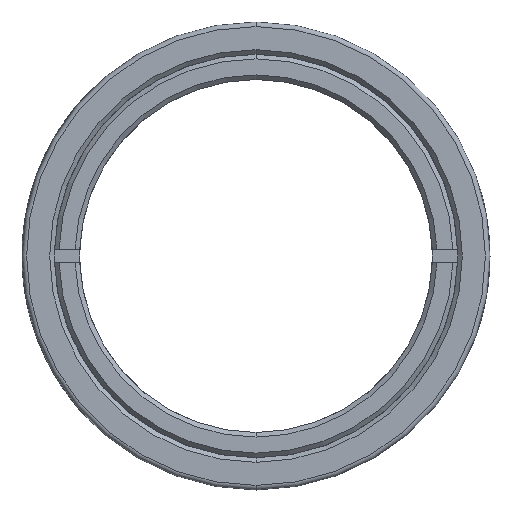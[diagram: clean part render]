
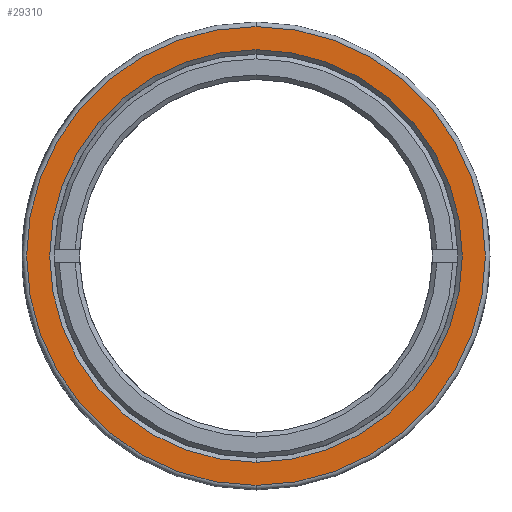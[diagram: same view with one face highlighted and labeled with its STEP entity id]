
A CAD part, front view. The second image highlights one B-rep face of the part: STEP entity #29310.
In plain terms, the highlighted planar face has unit normal (0, -1, 0).
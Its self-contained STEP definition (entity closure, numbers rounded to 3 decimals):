
#1673 = DIRECTION ( 'NONE',  ( 0., 0., 1. ) ) ;
#1957 = CARTESIAN_POINT ( 'NONE',  ( 15.419, 15.237, 4.764 ) ) ;
#2303 = AXIS2_PLACEMENT_3D ( 'NONE', #13722, #22808, #4039 ) ;
#2480 = AXIS2_PLACEMENT_3D ( 'NONE', #5672, #6426, #21769 ) ;
#2707 = ORIENTED_EDGE ( 'NONE', *, *, #5390, .T. ) ;
#3249 = DIRECTION ( 'NONE',  ( 0., 0., 1. ) ) ;
#3336 = DIRECTION ( 'NONE',  ( 1., 0., 0. ) ) ;
#3631 = FACE_BOUND ( 'NONE', #23075, .T. ) ;
#3784 = FACE_OUTER_BOUND ( 'NONE', #27984, .T. ) ;
#4039 = DIRECTION ( 'NONE',  ( 0., 0., 1. ) ) ;
#5130 = CIRCLE ( 'NONE', #2303, 13.445 ) ;
#5152 = AXIS2_PLACEMENT_3D ( 'NONE', #26584, #8240, #1673 ) ;
#5390 = EDGE_CURVE ( 'NONE', #21510, #9166, #13905, .T. ) ;
#5566 = PLANE ( 'NONE',  #12802 ) ;
#5672 = CARTESIAN_POINT ( 'NONE',  ( 15.419, 15.237, 18.209 ) ) ;
#6165 = DIRECTION ( 'NONE',  ( 0., 1., 0. ) ) ;
#6426 = DIRECTION ( 'NONE',  ( 0., -1., 0. ) ) ;
#8240 = DIRECTION ( 'NONE',  ( 0., -1., 0. ) ) ;
#8766 = ORIENTED_EDGE ( 'NONE', *, *, #20481, .T. ) ;
#9166 = VERTEX_POINT ( 'NONE', #11769 ) ;
#11769 = CARTESIAN_POINT ( 'NONE',  ( 15.419, 15.237, 3.259 ) ) ;
#12557 = CARTESIAN_POINT ( 'NONE',  ( 15.419, 15.237, 33.159 ) ) ;
#12744 = CARTESIAN_POINT ( 'NONE',  ( 15.419, 15.237, 18.209 ) ) ;
#12802 = AXIS2_PLACEMENT_3D ( 'NONE', #12744, #6165, #3336 ) ;
#13722 = CARTESIAN_POINT ( 'NONE',  ( 15.419, 15.237, 18.209 ) ) ;
#13905 = CIRCLE ( 'NONE', #2480, 14.95 ) ;
#14069 = EDGE_CURVE ( 'NONE', #21559, #23284, #25589, .T. ) ;
#15016 = CARTESIAN_POINT ( 'NONE',  ( 15.419, 15.237, 31.654 ) ) ;
#15154 = CIRCLE ( 'NONE', #5152, 14.95 ) ;
#17023 = ORIENTED_EDGE ( 'NONE', *, *, #26375, .T. ) ;
#18475 = AXIS2_PLACEMENT_3D ( 'NONE', #25909, #26057, #3249 ) ;
#20481 = EDGE_CURVE ( 'NONE', #23284, #21559, #5130, .T. ) ;
#21510 = VERTEX_POINT ( 'NONE', #12557 ) ;
#21559 = VERTEX_POINT ( 'NONE', #1957 ) ;
#21769 = DIRECTION ( 'NONE',  ( 0., 0., 1. ) ) ;
#22808 = DIRECTION ( 'NONE',  ( 0., 1., 0. ) ) ;
#23075 = EDGE_LOOP ( 'NONE', ( #28136, #8766 ) ) ;
#23284 = VERTEX_POINT ( 'NONE', #15016 ) ;
#25589 = CIRCLE ( 'NONE', #18475, 13.445 ) ;
#25909 = CARTESIAN_POINT ( 'NONE',  ( 15.419, 15.237, 18.209 ) ) ;
#26057 = DIRECTION ( 'NONE',  ( 0., 1., 0. ) ) ;
#26375 = EDGE_CURVE ( 'NONE', #9166, #21510, #15154, .T. ) ;
#26584 = CARTESIAN_POINT ( 'NONE',  ( 15.419, 15.237, 18.209 ) ) ;
#27984 = EDGE_LOOP ( 'NONE', ( #2707, #17023 ) ) ;
#28136 = ORIENTED_EDGE ( 'NONE', *, *, #14069, .T. ) ;
#29310 = ADVANCED_FACE ( 'NONE', ( #3631, #3784 ), #5566, .F. ) ;
